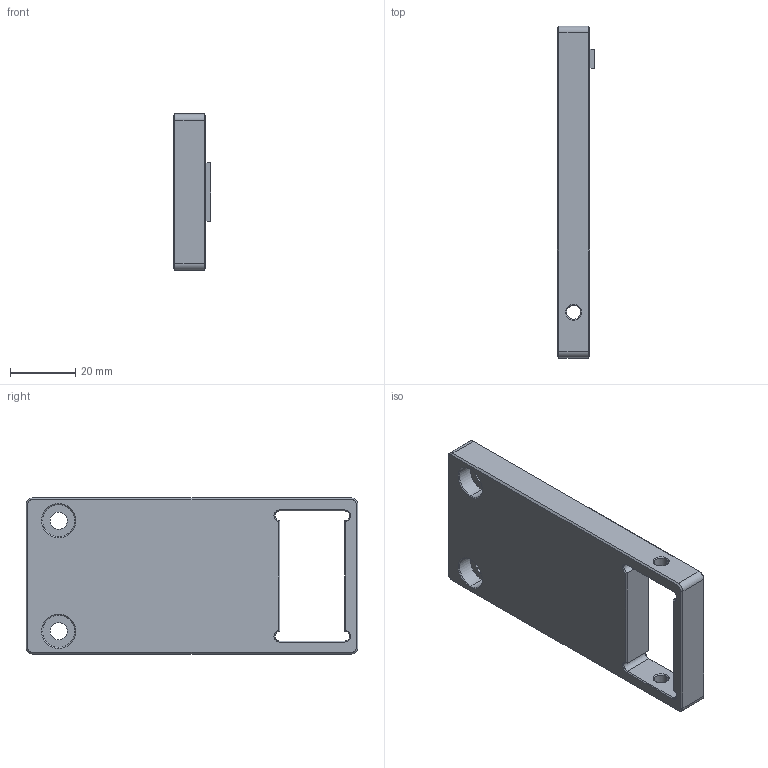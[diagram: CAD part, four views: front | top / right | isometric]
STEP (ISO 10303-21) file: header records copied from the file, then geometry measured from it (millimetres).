
FILE_DESCRIPTION (( 'STEP AP214' ), '1' );
FILE_NAME ('Feeder_BasePlate_VoronMount.STEP', '2024-01-16T08:55:28', ( '' ), ( '' ), 'SwSTEP 2.0', 'SolidWorks 2023', '' );
FILE_SCHEMA (( 'AUTOMOTIVE_DESIGN' ));
Length unit declared in the file: millimetre
Products named in the file (1): Feeder_BasePlate_VoronMount
Bounding box: 11.5 x 102 x 48 mm (x, y, z)
Volume: 24622 mm3; surface area: 14834.3 mm2
Topology: 1 solids, 1 shells, 113 faces, 257 edges, 151 vertices
Faces by surface type: plane 47, cone 39, cylinder 27
Entity records: 3167 total; most frequent: DIRECTION 570, CARTESIAN_POINT 546, ORIENTED_EDGE 514, EDGE_CURVE 257, AXIS2_PLACEMENT_3D 207, LINE 156, VECTOR 156, VERTEX_POINT 151
